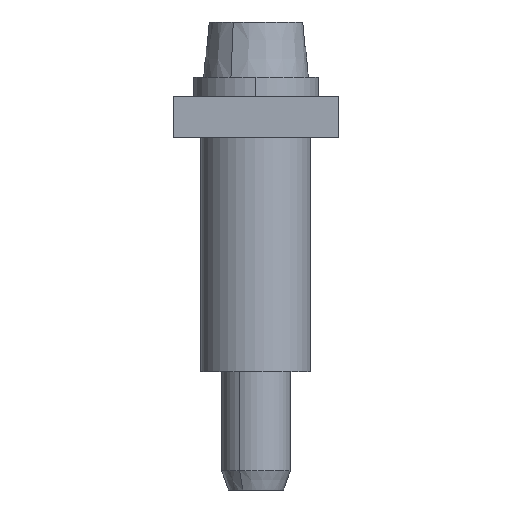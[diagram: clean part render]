
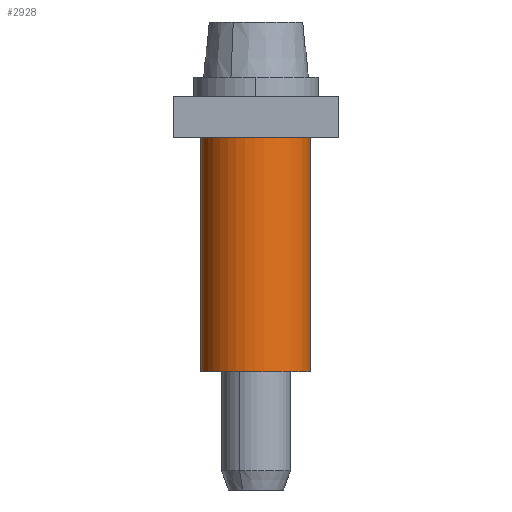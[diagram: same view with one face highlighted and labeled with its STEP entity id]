
A CAD part, left-side view. The second image highlights one B-rep face of the part: STEP entity #2928.
In plain terms, the highlighted cylindrical face has radius 2 mm (diameter 4 mm), a partial arc.
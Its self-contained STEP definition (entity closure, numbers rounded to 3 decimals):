
#2854=AXIS2_PLACEMENT_3D('Circle Axis2P3D',#2852,#2853,$) ;
#2895=AXIS2_PLACEMENT_3D('Circle Axis2P3D',#2893,#2894,$) ;
#2915=AXIS2_PLACEMENT_3D('Cylinder Axis2P3D',#2912,#2913,#2914) ;
#2798=CARTESIAN_POINT('Line Origine',(2.1,1.003,-4.25)) ;
#2802=CARTESIAN_POINT('Vertex',(2.1,1.003,-8.5)) ;
#2804=CARTESIAN_POINT('Vertex',(2.1,1.003,0.)) ;
#2849=CARTESIAN_POINT('Vertex',(2.3,1.003,0.)) ;
#2852=CARTESIAN_POINT('Axis2P3D Location',(2.2,3.,0.)) ;
#2893=CARTESIAN_POINT('Axis2P3D Location',(2.2,3.,-8.5)) ;
#2897=CARTESIAN_POINT('Vertex',(2.3,1.003,-8.5)) ;
#2912=CARTESIAN_POINT('Axis2P3D Location',(2.2,3.,-4.25)) ;
#2917=CARTESIAN_POINT('Line Origine',(2.3,1.003,-4.25)) ;
#2799=DIRECTION('Vector Direction',(0.,0.,1.)) ;
#2853=DIRECTION('Axis2P3D Direction',(0.,0.,1.)) ;
#2894=DIRECTION('Axis2P3D Direction',(0.,0.,1.)) ;
#2913=DIRECTION('Axis2P3D Direction',(0.,0.,1.)) ;
#2914=DIRECTION('Axis2P3D XDirection',(0.,-1.,0.)) ;
#2918=DIRECTION('Vector Direction',(0.,0.,1.)) ;
#2800=VECTOR('Line Direction',#2799,1.) ;
#2919=VECTOR('Line Direction',#2918,1.) ;
#2923=ORIENTED_EDGE('',*,*,#2899,.T.) ;
#2924=ORIENTED_EDGE('',*,*,#2806,.T.) ;
#2925=ORIENTED_EDGE('',*,*,#2856,.F.) ;
#2926=ORIENTED_EDGE('',*,*,#2921,.F.) ;
#2928=ADVANCED_FACE('VH_8_5_4_2_8_SAKD2_5N.10\\Body.3',(#2927),#2916,.T.) ;
#2855=CIRCLE('generated circle',#2854,2.) ;
#2896=CIRCLE('generated circle',#2895,2.) ;
#2916=CYLINDRICAL_SURFACE('generated cylinder',#2915,2.) ;
#2806=EDGE_CURVE('',#2803,#2805,#2801,.T.) ;
#2856=EDGE_CURVE('',#2850,#2805,#2855,.T.) ;
#2899=EDGE_CURVE('',#2898,#2803,#2896,.T.) ;
#2921=EDGE_CURVE('',#2898,#2850,#2920,.T.) ;
#2922=EDGE_LOOP('',(#2923,#2924,#2925,#2926)) ;
#2927=FACE_OUTER_BOUND('',#2922,.T.) ;
#2801=LINE('Line',#2798,#2800) ;
#2920=LINE('Line',#2917,#2919) ;
#2803=VERTEX_POINT('',#2802) ;
#2805=VERTEX_POINT('',#2804) ;
#2850=VERTEX_POINT('',#2849) ;
#2898=VERTEX_POINT('',#2897) ;
